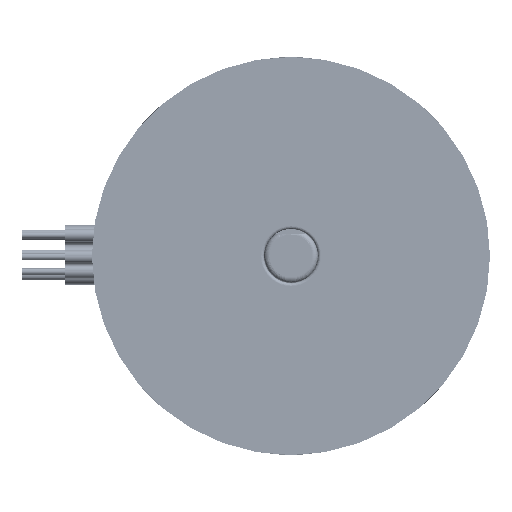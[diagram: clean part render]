
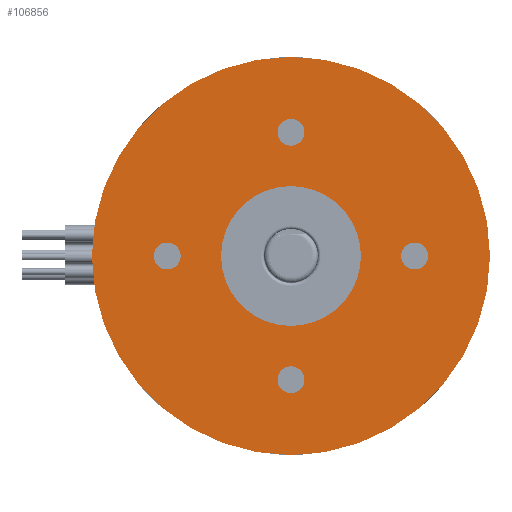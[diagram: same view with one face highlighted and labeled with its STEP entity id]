
A CAD part, left-side view. The second image highlights one B-rep face of the part: STEP entity #106856.
In plain terms, the highlighted planar face has unit normal (-1, 0, 0).
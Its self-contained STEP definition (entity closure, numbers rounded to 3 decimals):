
#1388 = EDGE_CURVE ( 'NONE', #13779, #32076, #89407, .T. ) ;
#2312 = VERTEX_POINT ( 'NONE', #24297 ) ;
#6595 = CARTESIAN_POINT ( 'NONE',  ( -2., 11.5, -1.25 ) ) ;
#7379 = CIRCLE ( 'NONE', #103796, 6.5 ) ;
#8490 = DIRECTION ( 'NONE',  ( -1., 0., 0. ) ) ;
#10063 = CARTESIAN_POINT ( 'NONE',  ( -2., 0., -6.5 ) ) ;
#10175 = DIRECTION ( 'NONE',  ( 1., 0., 0. ) ) ;
#10272 = VERTEX_POINT ( 'NONE', #21796 ) ;
#10393 = AXIS2_PLACEMENT_3D ( 'NONE', #43245, #100318, #80622 ) ;
#10994 = CARTESIAN_POINT ( 'NONE',  ( -2., 0., 6.5 ) ) ;
#11828 = CARTESIAN_POINT ( 'NONE',  ( -2., 0., 0. ) ) ;
#13779 = VERTEX_POINT ( 'NONE', #121689 ) ;
#14619 = CARTESIAN_POINT ( 'NONE',  ( -2., -11.5, 0. ) ) ;
#15345 = AXIS2_PLACEMENT_3D ( 'NONE', #14619, #24638, #100988 ) ;
#15515 = CIRCLE ( 'NONE', #82325, 1.25 ) ;
#16957 = AXIS2_PLACEMENT_3D ( 'NONE', #43195, #120374, #72157 ) ;
#20425 = EDGE_LOOP ( 'NONE', ( #74998, #33049 ) ) ;
#20860 = VERTEX_POINT ( 'NONE', #99859 ) ;
#21796 = CARTESIAN_POINT ( 'NONE',  ( -2., 0., 10.25 ) ) ;
#23606 = CIRCLE ( 'NONE', #120745, 6.5 ) ;
#24080 = ORIENTED_EDGE ( 'NONE', *, *, #49506, .F. ) ;
#24297 = CARTESIAN_POINT ( 'NONE',  ( -2., 0., -12.75 ) ) ;
#24638 = DIRECTION ( 'NONE',  ( -1., 0., 0. ) ) ;
#25875 = ORIENTED_EDGE ( 'NONE', *, *, #62761, .F. ) ;
#26171 = VERTEX_POINT ( 'NONE', #100785 ) ;
#30317 = EDGE_CURVE ( 'NONE', #20860, #26171, #76282, .T. ) ;
#32076 = VERTEX_POINT ( 'NONE', #68370 ) ;
#33049 = ORIENTED_EDGE ( 'NONE', *, *, #57559, .F. ) ;
#33871 = ORIENTED_EDGE ( 'NONE', *, *, #84468, .F. ) ;
#36981 = DIRECTION ( 'NONE',  ( 0., 0., -1. ) ) ;
#38078 = DIRECTION ( 'NONE',  ( 0., 0., 1. ) ) ;
#39663 = FACE_OUTER_BOUND ( 'NONE', #124374, .T. ) ;
#39763 = ORIENTED_EDGE ( 'NONE', *, *, #1388, .F. ) ;
#40022 = CIRCLE ( 'NONE', #104476, 1.25 ) ;
#40157 = CARTESIAN_POINT ( 'NONE',  ( -2., 11.5, 1.25 ) ) ;
#40167 = CIRCLE ( 'NONE', #16957, 1.25 ) ;
#41121 = DIRECTION ( 'NONE',  ( 0., 0., 1. ) ) ;
#42807 = CIRCLE ( 'NONE', #42933, 1.25 ) ;
#42933 = AXIS2_PLACEMENT_3D ( 'NONE', #75675, #94153, #56811 ) ;
#43195 = CARTESIAN_POINT ( 'NONE',  ( -2., 0., 11.5 ) ) ;
#43245 = CARTESIAN_POINT ( 'NONE',  ( -2., 0., 0. ) ) ;
#45249 = DIRECTION ( 'NONE',  ( 0., 0., -1. ) ) ;
#45952 = AXIS2_PLACEMENT_3D ( 'NONE', #57069, #46968, #38078 ) ;
#46968 = DIRECTION ( 'NONE',  ( -1., 0., 0. ) ) ;
#47162 = CIRCLE ( 'NONE', #78397, 1.25 ) ;
#47399 = VERTEX_POINT ( 'NONE', #10994 ) ;
#47471 = ORIENTED_EDGE ( 'NONE', *, *, #90496, .F. ) ;
#49506 = EDGE_CURVE ( 'NONE', #32076, #13779, #67718, .T. ) ;
#51016 = AXIS2_PLACEMENT_3D ( 'NONE', #92705, #82209, #45249 ) ;
#53427 = VERTEX_POINT ( 'NONE', #40157 ) ;
#54343 = DIRECTION ( 'NONE',  ( 0., 0., 1. ) ) ;
#56508 = AXIS2_PLACEMENT_3D ( 'NONE', #114614, #85694, #57181 ) ;
#56811 = DIRECTION ( 'NONE',  ( 0., 0., 1. ) ) ;
#57069 = CARTESIAN_POINT ( 'NONE',  ( -2., 0., -11.5 ) ) ;
#57181 = DIRECTION ( 'NONE',  ( 0., 0., -1. ) ) ;
#57559 = EDGE_CURVE ( 'NONE', #10272, #88081, #40022, .T. ) ;
#60682 = ORIENTED_EDGE ( 'NONE', *, *, #91177, .T. ) ;
#60771 = FACE_BOUND ( 'NONE', #122721, .T. ) ;
#60848 = DIRECTION ( 'NONE',  ( -1., 0., 0. ) ) ;
#62761 = EDGE_CURVE ( 'NONE', #26171, #20860, #118723, .T. ) ;
#63036 = DIRECTION ( 'NONE',  ( 0., 0., 1. ) ) ;
#65952 = CARTESIAN_POINT ( 'NONE',  ( -2., 11.5, 0. ) ) ;
#66346 = VERTEX_POINT ( 'NONE', #10063 ) ;
#67718 = CIRCLE ( 'NONE', #10393, 18.5 ) ;
#68370 = CARTESIAN_POINT ( 'NONE',  ( -2., 0., 18.5 ) ) ;
#69344 = VERTEX_POINT ( 'NONE', #6595 ) ;
#71274 = ORIENTED_EDGE ( 'NONE', *, *, #119652, .T. ) ;
#72157 = DIRECTION ( 'NONE',  ( 0., 0., 1. ) ) ;
#73084 = CARTESIAN_POINT ( 'NONE',  ( -2., 11.5, 0. ) ) ;
#74269 = FACE_BOUND ( 'NONE', #20425, .T. ) ;
#74338 = AXIS2_PLACEMENT_3D ( 'NONE', #80156, #60848, #41121 ) ;
#74998 = ORIENTED_EDGE ( 'NONE', *, *, #81637, .F. ) ;
#75573 = DIRECTION ( 'NONE',  ( 0., 0., 1. ) ) ;
#75675 = CARTESIAN_POINT ( 'NONE',  ( -2., 0., -11.5 ) ) ;
#76225 = CIRCLE ( 'NONE', #45952, 1.25 ) ;
#76282 = CIRCLE ( 'NONE', #15345, 1.25 ) ;
#78397 = AXIS2_PLACEMENT_3D ( 'NONE', #65952, #8490, #75573 ) ;
#80156 = CARTESIAN_POINT ( 'NONE',  ( -2., -11.5, 0. ) ) ;
#80622 = DIRECTION ( 'NONE',  ( 0., 0., -1. ) ) ;
#81637 = EDGE_CURVE ( 'NONE', #88081, #10272, #40167, .T. ) ;
#81917 = ORIENTED_EDGE ( 'NONE', *, *, #123014, .F. ) ;
#82209 = DIRECTION ( 'NONE',  ( 1., 0., 0. ) ) ;
#82318 = DIRECTION ( 'NONE',  ( -1., 0., 0. ) ) ;
#82325 = AXIS2_PLACEMENT_3D ( 'NONE', #73084, #82318, #63036 ) ;
#84468 = EDGE_CURVE ( 'NONE', #53427, #69344, #15515, .T. ) ;
#85694 = DIRECTION ( 'NONE',  ( 1., 0., 0. ) ) ;
#87036 = VERTEX_POINT ( 'NONE', #108497 ) ;
#88081 = VERTEX_POINT ( 'NONE', #99888 ) ;
#88174 = DIRECTION ( 'NONE',  ( 0., 0., -1. ) ) ;
#88593 = ORIENTED_EDGE ( 'NONE', *, *, #122424, .F. ) ;
#89407 = CIRCLE ( 'NONE', #56508, 18.5 ) ;
#90496 = EDGE_CURVE ( 'NONE', #87036, #2312, #76225, .T. ) ;
#91177 = EDGE_CURVE ( 'NONE', #47399, #66346, #23606, .T. ) ;
#92705 = CARTESIAN_POINT ( 'NONE',  ( -2., 0., 0. ) ) ;
#93301 = CARTESIAN_POINT ( 'NONE',  ( -2., 0., 0. ) ) ;
#94153 = DIRECTION ( 'NONE',  ( -1., 0., 0. ) ) ;
#95357 = FACE_BOUND ( 'NONE', #123567, .T. ) ;
#96794 = FACE_BOUND ( 'NONE', #102900, .T. ) ;
#99859 = CARTESIAN_POINT ( 'NONE',  ( -2., -11.5, 1.25 ) ) ;
#99888 = CARTESIAN_POINT ( 'NONE',  ( -2., 0., 12.75 ) ) ;
#100318 = DIRECTION ( 'NONE',  ( 1., 0., 0. ) ) ;
#100785 = CARTESIAN_POINT ( 'NONE',  ( -2., -11.5, -1.25 ) ) ;
#100988 = DIRECTION ( 'NONE',  ( 0., 0., 1. ) ) ;
#102160 = CARTESIAN_POINT ( 'NONE',  ( -2., 0., 11.5 ) ) ;
#102227 = ORIENTED_EDGE ( 'NONE', *, *, #30317, .F. ) ;
#102315 = PLANE ( 'NONE',  #51016 ) ;
#102900 = EDGE_LOOP ( 'NONE', ( #60682, #71274 ) ) ;
#103796 = AXIS2_PLACEMENT_3D ( 'NONE', #93301, #112957, #36981 ) ;
#104476 = AXIS2_PLACEMENT_3D ( 'NONE', #102160, #111771, #54343 ) ;
#106856 = ADVANCED_FACE ( 'NONE', ( #95357, #74269, #117831, #96794, #39663, #60771 ), #102315, .F. ) ;
#108497 = CARTESIAN_POINT ( 'NONE',  ( -2., 0., -10.25 ) ) ;
#110105 = EDGE_LOOP ( 'NONE', ( #47471, #88593 ) ) ;
#111771 = DIRECTION ( 'NONE',  ( -1., 0., 0. ) ) ;
#112957 = DIRECTION ( 'NONE',  ( 1., 0., 0. ) ) ;
#114614 = CARTESIAN_POINT ( 'NONE',  ( -2., 0., 0. ) ) ;
#117831 = FACE_BOUND ( 'NONE', #110105, .T. ) ;
#118723 = CIRCLE ( 'NONE', #74338, 1.25 ) ;
#119652 = EDGE_CURVE ( 'NONE', #66346, #47399, #7379, .T. ) ;
#120374 = DIRECTION ( 'NONE',  ( -1., 0., 0. ) ) ;
#120745 = AXIS2_PLACEMENT_3D ( 'NONE', #11828, #10175, #88174 ) ;
#121689 = CARTESIAN_POINT ( 'NONE',  ( -2., 0., -18.5 ) ) ;
#122424 = EDGE_CURVE ( 'NONE', #2312, #87036, #42807, .T. ) ;
#122721 = EDGE_LOOP ( 'NONE', ( #102227, #25875 ) ) ;
#123014 = EDGE_CURVE ( 'NONE', #69344, #53427, #47162, .T. ) ;
#123567 = EDGE_LOOP ( 'NONE', ( #33871, #81917 ) ) ;
#124374 = EDGE_LOOP ( 'NONE', ( #24080, #39763 ) ) ;
